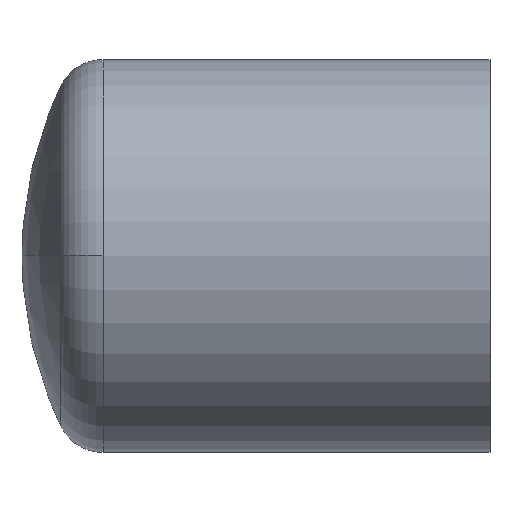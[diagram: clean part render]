
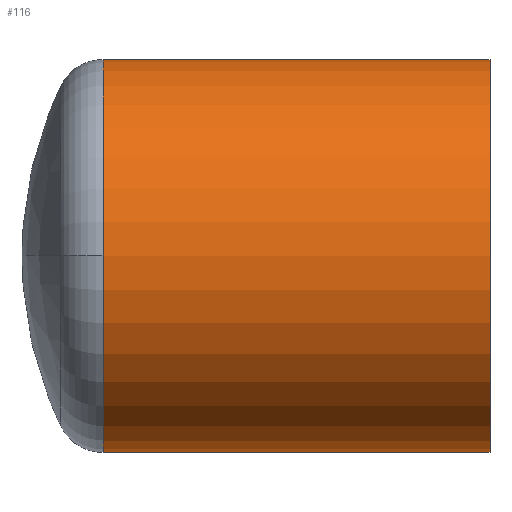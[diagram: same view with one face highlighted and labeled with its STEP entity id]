
A CAD part, top view. The second image highlights one B-rep face of the part: STEP entity #116.
In plain terms, the highlighted cylindrical face has radius 55 mm (diameter 110 mm), a partial arc.
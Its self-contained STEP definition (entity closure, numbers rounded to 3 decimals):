
#88 = VERTEX_POINT( '', #225 );
#110 = EDGE_CURVE( '', #88, #172, #249, .T. );
#116 = ADVANCED_FACE( '', ( #255 ), #256, .T. );
#120 = VERTEX_POINT( '', #260 );
#124 = EDGE_CURVE( '', #88, #120, #264, .T. );
#164 = VERTEX_POINT( '', #312 );
#170 = EDGE_CURVE( '', #120, #164, #318, .T. );
#172 = VERTEX_POINT( '', #320 );
#192 = EDGE_CURVE( '', #164, #198, #341, .T. );
#196 = EDGE_CURVE( '', #172, #198, #345, .T. );
#198 = VERTEX_POINT( '', #347 );
#225 = CARTESIAN_POINT( '', ( -108.31, -55., 0. ) );
#249 = CIRCLE( '', #398, 55. );
#255 = FACE_OUTER_BOUND( '', #406, .T. );
#256 = CYLINDRICAL_SURFACE( '', #407, 55. );
#260 = CARTESIAN_POINT( '', ( 0., -55., 0. ) );
#264 = LINE( '', #418, #419 );
#312 = CARTESIAN_POINT( '', ( 0., 55., 0. ) );
#318 = CIRCLE( '', #481, 55. );
#320 = CARTESIAN_POINT( '', ( -108.31, 0., 55. ) );
#341 = LINE( '', #510, #511 );
#345 = CIRCLE( '', #516, 55. );
#347 = CARTESIAN_POINT( '', ( -108.31, 55., 0. ) );
#398 = AXIS2_PLACEMENT_3D( '', #575, #576, #577 );
#406 = EDGE_LOOP( '', ( #585, #586, #587, #588, #589 ) );
#407 = AXIS2_PLACEMENT_3D( '', #590, #591, #592 );
#418 = CARTESIAN_POINT( '', ( -54.155, -55., 0. ) );
#419 = VECTOR( '', #599, 1. );
#481 = AXIS2_PLACEMENT_3D( '', #670, #671, #672 );
#510 = CARTESIAN_POINT( '', ( -54.155, 55., 0. ) );
#511 = VECTOR( '', #697, 1. );
#516 = AXIS2_PLACEMENT_3D( '', #698, #699, #700 );
#575 = CARTESIAN_POINT( '', ( -108.31, 0., 0. ) );
#576 = DIRECTION( '', ( -1., 0., 0. ) );
#577 = DIRECTION( '', ( 0., 1., 0. ) );
#585 = ORIENTED_EDGE( '', *, *, #192, .T. );
#586 = ORIENTED_EDGE( '', *, *, #196, .F. );
#587 = ORIENTED_EDGE( '', *, *, #110, .F. );
#588 = ORIENTED_EDGE( '', *, *, #124, .T. );
#589 = ORIENTED_EDGE( '', *, *, #170, .T. );
#590 = CARTESIAN_POINT( '', ( -54.155, 0., 0. ) );
#591 = DIRECTION( '', ( 1., 0., 0. ) );
#592 = DIRECTION( '', ( 0., 1., 0. ) );
#599 = DIRECTION( '', ( 1., 0., 0. ) );
#670 = CARTESIAN_POINT( '', ( 0., 0., 0. ) );
#671 = DIRECTION( '', ( -1., 0., 0. ) );
#672 = DIRECTION( '', ( 0., 1., 0. ) );
#697 = DIRECTION( '', ( -1., 0., 0. ) );
#698 = CARTESIAN_POINT( '', ( -108.31, 0., 0. ) );
#699 = DIRECTION( '', ( -1., 0., 0. ) );
#700 = DIRECTION( '', ( 0., 1., 0. ) );
